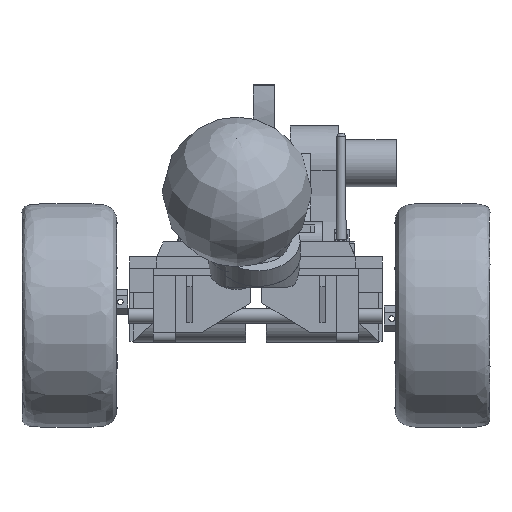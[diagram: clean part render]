
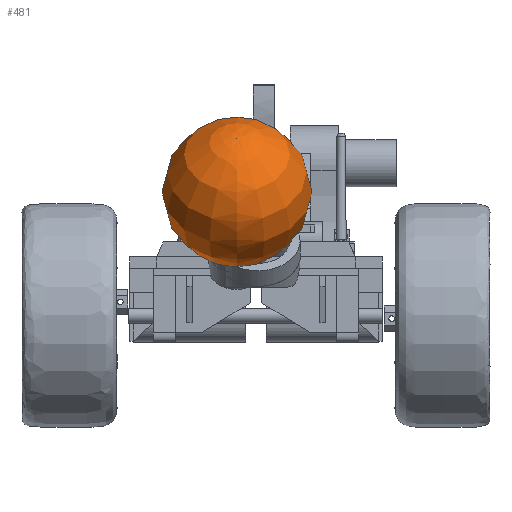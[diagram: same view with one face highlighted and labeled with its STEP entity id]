
A CAD part, left-side view. The second image highlights one B-rep face of the part: STEP entity #481.
In plain terms, the highlighted free-form (B-spline) face has degree [2, 2] with [9, 5] control points.
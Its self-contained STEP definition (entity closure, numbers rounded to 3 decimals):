
#481=ADVANCED_FACE('',(#1151),#10230,.T.);
#1151=FACE_OUTER_BOUND('',#1821,.T.);
#1821=EDGE_LOOP('',(#2681,#2682,#2683));
#2681=ORIENTED_EDGE('',*,*,#5916,.F.);
#2682=ORIENTED_EDGE('',*,*,#5916,.T.);
#2683=ORIENTED_EDGE('',*,*,#5917,.F.);
#5916=EDGE_CURVE('',#9175,#9177,#8811,.T.);
#5917=EDGE_CURVE('',#9177,#9177,#8812,.T.);
#8811=(
BOUNDED_CURVE()
B_SPLINE_CURVE(2,(#11855,#11856,#11857,#11858,#11859),.UNSPECIFIED.,.F.,
 .F.)
B_SPLINE_CURVE_WITH_KNOTS((3,2,3),(-62.832,-11.539,
39.755),.UNSPECIFIED.)
CURVE()
GEOMETRIC_REPRESENTATION_ITEM()
RATIONAL_B_SPLINE_CURVE((1.,0.801,1.,0.801,1.))
REPRESENTATION_ITEM('')
);
#8812=(
BOUNDED_CURVE()
B_SPLINE_CURVE(2,(#11860,#11861,#11862,#11863,#11864,#11865,#11866,#11867,
#11868),.UNSPECIFIED.,.T.,.F.)
B_SPLINE_CURVE_WITH_KNOTS((3,2,2,2,3),(0.,47.123,
94.247,141.37,188.494),.UNSPECIFIED.)
CURVE()
GEOMETRIC_REPRESENTATION_ITEM()
RATIONAL_B_SPLINE_CURVE((1.,0.707,1.,0.707,1.,0.707,
1.,0.707,1.))
REPRESENTATION_ITEM('')
);
#9175=VERTEX_POINT('',#11841);
#9177=VERTEX_POINT('',#11843);
#10230=(
BOUNDED_SURFACE()
B_SPLINE_SURFACE(2,2,((#11741,#11742,#11743,#11744,#11745),(#11746,#11747,
#11748,#11749,#11750),(#11751,#11752,#11753,#11754,#11755),(#11756,#11757,
#11758,#11759,#11760),(#11761,#11762,#11763,#11764,#11765),(#11766,#11767,
#11768,#11769,#11770),(#11771,#11772,#11773,#11774,#11775),(#11776,#11777,
#11778,#11779,#11780),(#11781,#11782,#11783,#11784,#11785)),
 .UNSPECIFIED.,.T.,.F.,.F.)
B_SPLINE_SURFACE_WITH_KNOTS((3,2,2,2,3),(3,2,3),(0.,62.832,125.664,
188.496,251.327),(-62.832,0.,62.832),
 .UNSPECIFIED.)
GEOMETRIC_REPRESENTATION_ITEM()
RATIONAL_B_SPLINE_SURFACE(((1.,0.707,1.,0.707,1.),
(0.707,0.5,0.707,0.5,0.707),(1.,0.707,
1.,0.707,1.),(0.707,0.5,0.707,0.5,0.707),
(1.,0.707,1.,0.707,1.),(0.707,0.5,0.707,
0.5,0.707),(1.,0.707,1.,0.707,1.),(0.707,
0.5,0.707,0.5,0.707),(1.,0.707,1.,0.707,
1.)))
REPRESENTATION_ITEM('')
SURFACE()
);
#11741=CARTESIAN_POINT('',(469.575,-22.245,114.001));
#11742=CARTESIAN_POINT('',(441.291,-22.245,85.717));
#11743=CARTESIAN_POINT('',(469.575,-22.245,57.433));
#11744=CARTESIAN_POINT('',(497.859,-22.245,29.149));
#11745=CARTESIAN_POINT('',(526.143,-22.245,57.433));
#11746=CARTESIAN_POINT('',(469.575,-22.245,114.001));
#11747=CARTESIAN_POINT('',(441.291,17.755,85.717));
#11748=CARTESIAN_POINT('',(469.575,17.755,57.433));
#11749=CARTESIAN_POINT('',(497.859,17.755,29.149));
#11750=CARTESIAN_POINT('',(526.143,-22.245,57.433));
#11751=CARTESIAN_POINT('',(469.575,-22.245,114.001));
#11752=CARTESIAN_POINT('',(469.575,17.755,114.001));
#11753=CARTESIAN_POINT('',(497.859,17.755,85.717));
#11754=CARTESIAN_POINT('',(526.143,17.755,57.433));
#11755=CARTESIAN_POINT('',(526.143,-22.245,57.433));
#11756=CARTESIAN_POINT('',(469.575,-22.245,114.001));
#11757=CARTESIAN_POINT('',(497.859,17.755,142.286));
#11758=CARTESIAN_POINT('',(526.143,17.755,114.001));
#11759=CARTESIAN_POINT('',(554.428,17.755,85.717));
#11760=CARTESIAN_POINT('',(526.143,-22.245,57.433));
#11761=CARTESIAN_POINT('',(469.575,-22.245,114.001));
#11762=CARTESIAN_POINT('',(497.859,-22.245,142.286));
#11763=CARTESIAN_POINT('',(526.143,-22.245,114.001));
#11764=CARTESIAN_POINT('',(554.428,-22.245,85.717));
#11765=CARTESIAN_POINT('',(526.143,-22.245,57.433));
#11766=CARTESIAN_POINT('',(469.575,-22.245,114.001));
#11767=CARTESIAN_POINT('',(497.859,-62.245,142.286));
#11768=CARTESIAN_POINT('',(526.143,-62.245,114.001));
#11769=CARTESIAN_POINT('',(554.428,-62.245,85.717));
#11770=CARTESIAN_POINT('',(526.143,-22.245,57.433));
#11771=CARTESIAN_POINT('',(469.575,-22.245,114.001));
#11772=CARTESIAN_POINT('',(469.575,-62.245,114.001));
#11773=CARTESIAN_POINT('',(497.859,-62.245,85.717));
#11774=CARTESIAN_POINT('',(526.143,-62.245,57.433));
#11775=CARTESIAN_POINT('',(526.143,-22.245,57.433));
#11776=CARTESIAN_POINT('',(469.575,-22.245,114.001));
#11777=CARTESIAN_POINT('',(441.291,-62.245,85.717));
#11778=CARTESIAN_POINT('',(469.575,-62.245,57.433));
#11779=CARTESIAN_POINT('',(497.859,-62.245,29.149));
#11780=CARTESIAN_POINT('',(526.143,-22.245,57.433));
#11781=CARTESIAN_POINT('',(469.575,-22.245,114.001));
#11782=CARTESIAN_POINT('',(441.291,-22.245,85.717));
#11783=CARTESIAN_POINT('',(469.575,-22.245,57.433));
#11784=CARTESIAN_POINT('',(497.859,-22.245,29.149));
#11785=CARTESIAN_POINT('',(526.143,-22.245,57.433));
#11841=CARTESIAN_POINT('',(469.575,-22.245,114.001));
#11843=CARTESIAN_POINT('',(506.138,-22.245,46.583));
#11855=CARTESIAN_POINT('',(469.575,-22.245,114.001));
#11856=CARTESIAN_POINT('',(448.465,-22.245,92.891));
#11857=CARTESIAN_POINT('',(462.697,-22.245,66.648));
#11858=CARTESIAN_POINT('',(476.93,-22.245,40.405));
#11859=CARTESIAN_POINT('',(506.138,-22.245,46.583));
#11860=CARTESIAN_POINT('',(506.138,-22.245,46.583));
#11861=CARTESIAN_POINT('',(506.138,-0.427,46.583));
#11862=CARTESIAN_POINT('',(521.565,-0.427,62.011));
#11863=CARTESIAN_POINT('',(536.993,-0.427,77.439));
#11864=CARTESIAN_POINT('',(536.993,-22.245,77.439));
#11865=CARTESIAN_POINT('',(536.993,-44.064,77.439));
#11866=CARTESIAN_POINT('',(521.565,-44.064,62.011));
#11867=CARTESIAN_POINT('',(506.138,-44.064,46.583));
#11868=CARTESIAN_POINT('',(506.138,-22.245,46.583));
